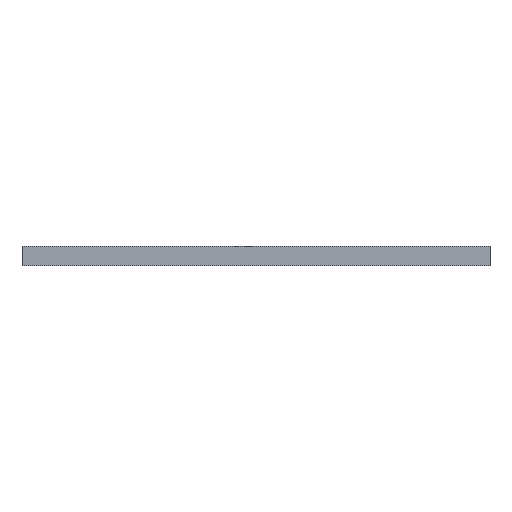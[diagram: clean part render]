
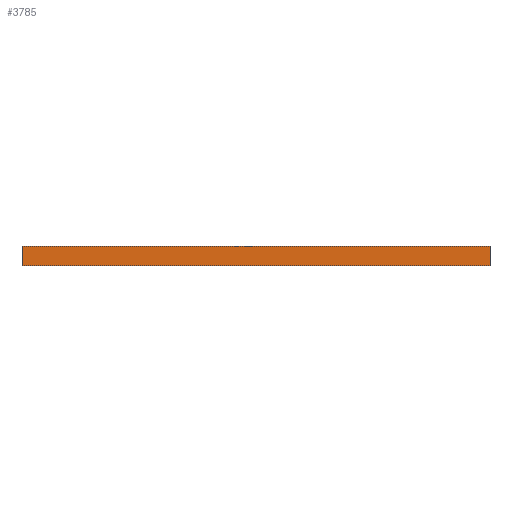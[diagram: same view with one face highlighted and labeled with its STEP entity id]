
A CAD part, front view. The second image highlights one B-rep face of the part: STEP entity #3785.
In plain terms, the highlighted planar face has unit normal (0, -1, 0).
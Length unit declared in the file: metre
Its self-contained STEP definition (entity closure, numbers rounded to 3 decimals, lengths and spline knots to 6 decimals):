
#812=ORIENTED_EDGE('',*,*,#1718,.T.);
#813=ORIENTED_EDGE('',*,*,#1347,.F.);
#814=ORIENTED_EDGE('',*,*,#1723,.F.);
#815=ORIENTED_EDGE('',*,*,#1540,.F.);
#1347=EDGE_CURVE('',#1911,#1912,#2269,.T.);
#1540=EDGE_CURVE('',#2098,#2099,#2418,.T.);
#1718=EDGE_CURVE('',#2098,#1912,#2570,.T.);
#1723=EDGE_CURVE('',#2099,#1911,#2575,.T.);
#1911=VERTEX_POINT('',#5245);
#1912=VERTEX_POINT('',#5247);
#2098=VERTEX_POINT('',#5644);
#2099=VERTEX_POINT('',#5646);
#2269=LINE('',#5246,#2745);
#2418=LINE('',#5645,#2894);
#2570=LINE('',#6209,#3046);
#2575=LINE('',#6231,#3051);
#2745=VECTOR('',#4244,1.);
#2894=VECTOR('',#4491,1.);
#3046=VECTOR('',#4793,1.);
#3051=VECTOR('',#4804,1.);
#3249=EDGE_LOOP('',(#812,#813,#814,#815));
#3449=FACE_BOUND('',#3249,.T.);
#3621=PLANE('',#4058);
#3785=ADVANCED_FACE('',(#3449),#3621,.T.);
#4058=AXIS2_PLACEMENT_3D('',#6230,#4802,#4803);
#4244=DIRECTION('',(-1.,0.,0.));
#4491=DIRECTION('',(1.,0.,0.));
#4793=DIRECTION('',(0.,0.,-1.));
#4802=DIRECTION('',(0.,-1.,0.));
#4803=DIRECTION('',(0.,0.,-1.));
#4804=DIRECTION('',(0.,0.,-1.));
#5245=CARTESIAN_POINT('',(0.0365,-0.062,0.));
#5246=CARTESIAN_POINT('',(-0.0385,-0.062,0.));
#5247=CARTESIAN_POINT('',(-0.0365,-0.062,0.));
#5644=CARTESIAN_POINT('',(-0.0365,-0.062,0.003));
#5645=CARTESIAN_POINT('',(-0.035,-0.062,0.003));
#5646=CARTESIAN_POINT('',(0.0365,-0.062,0.003));
#6209=CARTESIAN_POINT('',(-0.0365,-0.062,0.003));
#6230=CARTESIAN_POINT('',(-0.0385,-0.062,0.164767));
#6231=CARTESIAN_POINT('',(0.0365,-0.062,0.003));
